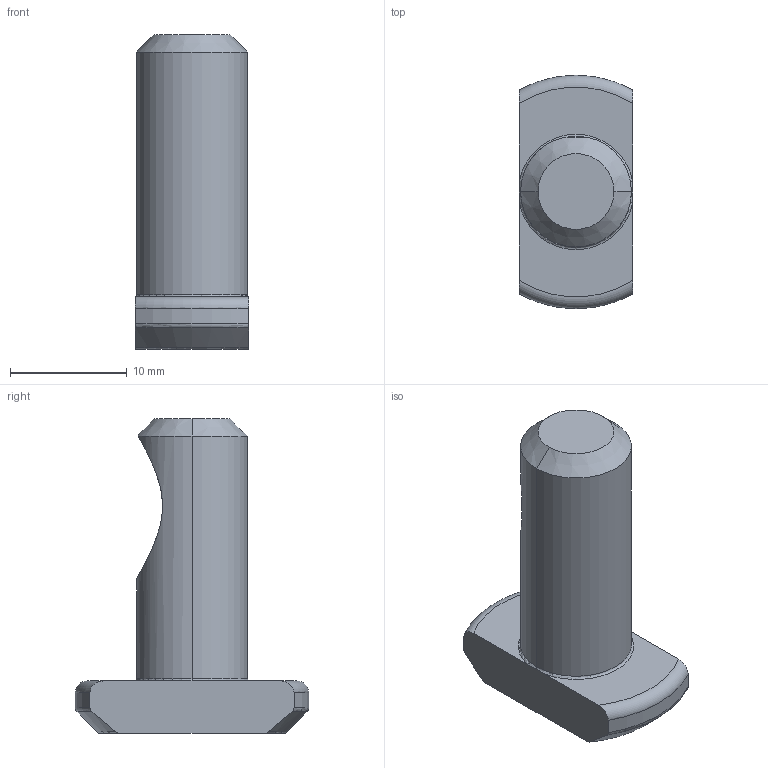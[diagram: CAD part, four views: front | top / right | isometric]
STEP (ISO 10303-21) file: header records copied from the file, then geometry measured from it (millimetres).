
FILE_DESCRIPTION(('Creo Elements/Direct Modeling STEP Export'),'2;1');
FILE_NAME('44.0356.8_Hammer-MMS-55_T-Hammer.stp','2022-03-21T 9:01:12',(''),(''),'PTC Creo Elements/Direct Modeling STEP processor for AP214 (Solid Model)','PTC Creo Elements/Direct Modeling 19.0C 15-Aug-2015 (C) Parametric Technology GmbH','');
FILE_SCHEMA(('AUTOMOTIVE_DESIGN { 1 0 10303 214 1 1 1 1 }'));
Length unit declared in the file: millimetre
Products named in the file (1): Hammer-MMS-55_T-Hammer_44.0356.8_PX174802
Bounding box: 9.7 x 20 x 27 mm (x, y, z)
Volume: 2174.8 mm3; surface area: 1239.4 mm2
Topology: 1 solids, 1 shells, 24 faces, 66 edges, 42 vertices
Faces by surface type: torus 8, plane 6, cone 6, cylinder 4
Entity records: 1816 total; most frequent: CARTESIAN_POINT 1219, ORIENTED_EDGE 128, DIRECTION 102, EDGE_CURVE 64, AXIS2_PLACEMENT_3D 44, VERTEX_POINT 42, EDGE_LOOP 24, FACE_OUTER_BOUND 24
